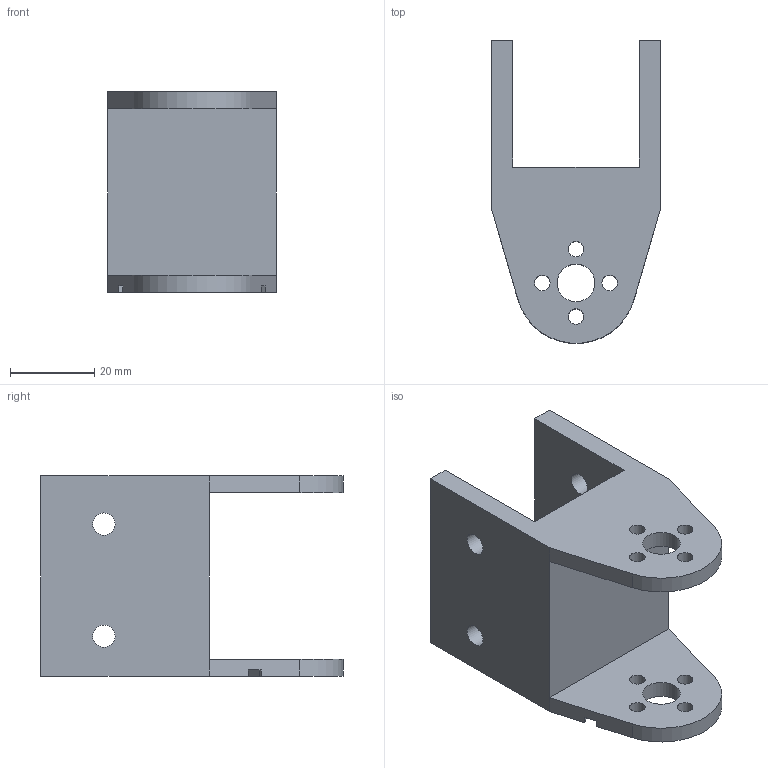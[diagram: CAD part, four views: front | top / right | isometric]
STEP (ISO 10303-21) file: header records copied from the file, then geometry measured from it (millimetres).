
FILE_DESCRIPTION(/* description */ (''),/* implementation_level */ '2;1');
FILE_NAME(/* name */ 'Servo arm connector (1) v1.step',/* time_stamp */ '2024-03-14T16:14:16+02:00',/* author */ (''),/* organization */ (''),/* preprocessor_version */ 'ST-DEVELOPER v20',/* originating_system */ 'Autodesk Translation Framework v12.20.1.177',/* authorisation */ '');
FILE_SCHEMA (('AUTOMOTIVE_DESIGN { 1 0 10303 214 3 1 1 }'));
Length unit declared in the file: millimetre
Products named in the file (1): Servo arm connector (1)
Bounding box: 40 x 71.77 x 47.6 mm (x, y, z)
Volume: 39282.4 mm3; surface area: 16405.1 mm2
Topology: 1 solids, 1 shells, 41 faces, 113 edges, 74 vertices
Faces by surface type: plane 21, cylinder 16, bspline 4
Full cylindrical faces by diameter (mm): 3.7 x8, 5.3 x4, 8.944 x2
Entity records: 1557 total; most frequent: CARTESIAN_POINT 428, ORIENTED_EDGE 226, DIRECTION 208, EDGE_CURVE 113, VERTEX_POINT 74, AXIS2_PLACEMENT_3D 70, EDGE_LOOP 69, LINE 68
